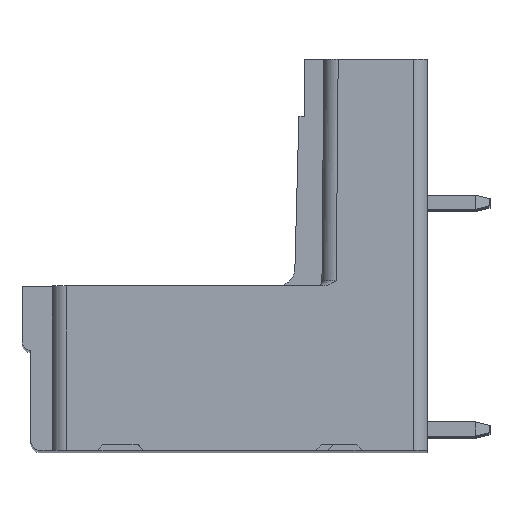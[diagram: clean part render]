
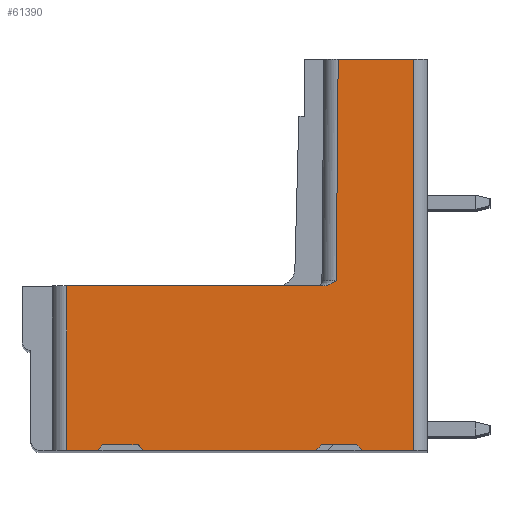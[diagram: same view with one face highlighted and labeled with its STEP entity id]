
A CAD part, top view. The second image highlights one B-rep face of the part: STEP entity #61390.
In plain terms, the highlighted planar face has unit normal (0, 0, 1).
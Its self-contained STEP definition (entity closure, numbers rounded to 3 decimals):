
#7650=DIRECTION('',(1.,0.,0.));
#7651=VECTOR('',#7650,1.7);
#7652=CARTESIAN_POINT('',(-20.194,0.,
-35.013));
#7653=LINE('',#7652,#7651);
#7674=DIRECTION('',(1.,0.,0.));
#7675=VECTOR('',#7674,9.65);
#7676=CARTESIAN_POINT('',(-15.894,0.,
-35.013));
#7677=LINE('',#7676,#7675);
#8680=DIRECTION('',(-1.,0.,0.));
#8681=VECTOR('',#8680,14.337);
#8682=CARTESIAN_POINT('',(-5.857,9.2,
-35.013));
#8683=LINE('',#8682,#8681);
#9001=CARTESIAN_POINT('',(-5.857,9.2,
-35.013));
#9002=CARTESIAN_POINT('',(-5.826,9.2,
-35.013));
#9003=CARTESIAN_POINT('',(-5.76,9.204,
-35.013));
#9004=CARTESIAN_POINT('',(-5.649,9.226,
-35.013));
#9005=CARTESIAN_POINT('',(-5.528,9.266,
-35.013));
#9006=CARTESIAN_POINT('',(-5.398,9.326,
-35.013));
#9007=CARTESIAN_POINT('',(-5.257,9.404,
-35.013));
#9008=CARTESIAN_POINT('',(-5.155,9.467,
-35.013));
#9009=CARTESIAN_POINT('',(-5.102,9.5,
-35.013));
#9011=DIRECTION('',(0.009,1.,0.));
#9012=VECTOR('',#9011,12.4);
#9013=CARTESIAN_POINT('',(-5.102,9.5,
-35.013));
#9014=LINE('',#9013,#9012);
#9015=DIRECTION('',(-1.,0.,0.));
#9016=VECTOR('',#9015,2.85);
#9017=CARTESIAN_POINT('',(-0.794,0.,
-35.013));
#9018=LINE('',#9017,#9016);
#9019=DIRECTION('',(-0.707,0.707,0.));
#9020=VECTOR('',#9019,0.424);
#9021=CARTESIAN_POINT('',(-3.644,0.,
-35.013));
#9022=LINE('',#9021,#9020);
#9023=DIRECTION('',(-1.,0.,0.));
#9024=VECTOR('',#9023,2.);
#9025=CARTESIAN_POINT('',(-3.944,0.3,
-35.013));
#9026=LINE('',#9025,#9024);
#9027=DIRECTION('',(-0.707,-0.707,0.));
#9028=VECTOR('',#9027,0.424);
#9029=CARTESIAN_POINT('',(-5.944,0.3,
-35.013));
#9030=LINE('',#9029,#9028);
#9031=DIRECTION('',(-0.707,0.707,0.));
#9032=VECTOR('',#9031,0.424);
#9033=CARTESIAN_POINT('',(-15.894,0.,
-35.013));
#9034=LINE('',#9033,#9032);
#9035=DIRECTION('',(-1.,0.,0.));
#9036=VECTOR('',#9035,2.);
#9037=CARTESIAN_POINT('',(-16.194,0.3,
-35.013));
#9038=LINE('',#9037,#9036);
#9039=DIRECTION('',(-0.707,-0.707,0.));
#9040=VECTOR('',#9039,0.424);
#9041=CARTESIAN_POINT('',(-18.194,0.3,
-35.013));
#9042=LINE('',#9041,#9040);
#9043=CARTESIAN_POINT('',(-5.857,9.2,
-35.013));
#9508=DIRECTION('',(-1.,0.,0.));
#9509=VECTOR('',#9508,4.2);
#9510=CARTESIAN_POINT('',(-0.794,21.9,-35.013));
#9511=LINE('',#9510,#9509);
#24214=DIRECTION('',(0.,1.,0.));
#24215=VECTOR('',#24214,21.9);
#24216=CARTESIAN_POINT('',(-0.794,0.,
-35.013));
#24217=LINE('',#24216,#24215);
#24239=DIRECTION('',(0.,-1.,0.));
#24240=VECTOR('',#24239,9.2);
#24241=CARTESIAN_POINT('',(-20.194,9.2,-35.013));
#24242=LINE('',#24241,#24240);
#38287=VERTEX_POINT('',#9043);
#38288=CARTESIAN_POINT('',(-20.194,9.2,-35.013));
#38289=VERTEX_POINT('',#38288);
#38340=CARTESIAN_POINT('',(-0.794,21.9,-35.013));
#38341=VERTEX_POINT('',#38340);
#38342=CARTESIAN_POINT('',(-4.994,21.9,-35.013));
#38343=VERTEX_POINT('',#38342);
#38709=CARTESIAN_POINT('',(-20.194,0.,
-35.013));
#38710=VERTEX_POINT('',#38709);
#38711=CARTESIAN_POINT('',(-18.494,0.,
-35.013));
#38712=VERTEX_POINT('',#38711);
#38725=CARTESIAN_POINT('',(-15.894,0.,
-35.013));
#38726=VERTEX_POINT('',#38725);
#38727=CARTESIAN_POINT('',(-6.244,0.,
-35.013));
#38728=VERTEX_POINT('',#38727);
#38733=CARTESIAN_POINT('',(-3.644,0.,
-35.013));
#38734=VERTEX_POINT('',#38733);
#38735=CARTESIAN_POINT('',(-0.794,0.,
-35.013));
#38736=VERTEX_POINT('',#38735);
#38829=VERTEX_POINT('',#9009);
#38830=CARTESIAN_POINT('',(-3.944,0.3,
-35.013));
#38831=VERTEX_POINT('',#38830);
#38832=CARTESIAN_POINT('',(-5.944,0.3,
-35.013));
#38833=VERTEX_POINT('',#38832);
#38834=CARTESIAN_POINT('',(-16.194,0.3,
-35.013));
#38835=VERTEX_POINT('',#38834);
#38836=CARTESIAN_POINT('',(-18.194,0.3,
-35.013));
#38837=VERTEX_POINT('',#38836);
#61360=CARTESIAN_POINT('',(-6.202,9.5,-35.013));
#61361=DIRECTION('',(0.,0.,1.));
#61362=DIRECTION('',(-1.,0.,0.));
#61363=AXIS2_PLACEMENT_3D('',#61360,#61361,#61362);
#61364=PLANE('',#61363);
#61365=ORIENTED_EDGE('',*,*,#60287,.F.);
#61367=ORIENTED_EDGE('',*,*,#61366,.T.);
#61369=ORIENTED_EDGE('',*,*,#61368,.T.);
#61371=ORIENTED_EDGE('',*,*,#61370,.F.);
#61373=ORIENTED_EDGE('',*,*,#61372,.F.);
#61374=ORIENTED_EDGE('',*,*,#59393,.T.);
#61376=ORIENTED_EDGE('',*,*,#61375,.T.);
#61378=ORIENTED_EDGE('',*,*,#61377,.T.);
#61380=ORIENTED_EDGE('',*,*,#61379,.T.);
#61381=ORIENTED_EDGE('',*,*,#59369,.F.);
#61382=ORIENTED_EDGE('',*,*,#61327,.T.);
#61383=ORIENTED_EDGE('',*,*,#61341,.T.);
#61384=ORIENTED_EDGE('',*,*,#61354,.T.);
#61385=ORIENTED_EDGE('',*,*,#59353,.F.);
#61387=ORIENTED_EDGE('',*,*,#61386,.F.);
#61388=EDGE_LOOP('',(#61365,#61367,#61369,#61371,#61373,#61374,#61376,#61378,
#61380,#61381,#61382,#61383,#61384,#61385,#61387));
#61389=FACE_OUTER_BOUND('',#61388,.F.);
#61390=ADVANCED_FACE('',(#61389),#61364,.T.);
#9010=B_SPLINE_CURVE_WITH_KNOTS('',3,(#9001,#9002,#9003,#9004,#9005,#9006,#9007,
#9008,#9009),.UNSPECIFIED.,.F.,.F.,(4,1,1,1,1,1,4),(0.,0.167,
0.333,0.5,0.667,0.833,1.),
.UNSPECIFIED.);
#59353=EDGE_CURVE('',#38710,#38712,#7653,.T.);
#59369=EDGE_CURVE('',#38726,#38728,#7677,.T.);
#59393=EDGE_CURVE('',#38736,#38734,#9018,.T.);
#60287=EDGE_CURVE('',#38287,#38289,#8683,.T.);
#61327=EDGE_CURVE('',#38726,#38835,#9034,.T.);
#61341=EDGE_CURVE('',#38835,#38837,#9038,.T.);
#61354=EDGE_CURVE('',#38837,#38712,#9042,.T.);
#61366=EDGE_CURVE('',#38287,#38829,#9010,.T.);
#61368=EDGE_CURVE('',#38829,#38343,#9014,.T.);
#61370=EDGE_CURVE('',#38341,#38343,#9511,.T.);
#61372=EDGE_CURVE('',#38736,#38341,#24217,.T.);
#61375=EDGE_CURVE('',#38734,#38831,#9022,.T.);
#61377=EDGE_CURVE('',#38831,#38833,#9026,.T.);
#61379=EDGE_CURVE('',#38833,#38728,#9030,.T.);
#61386=EDGE_CURVE('',#38289,#38710,#24242,.T.);
